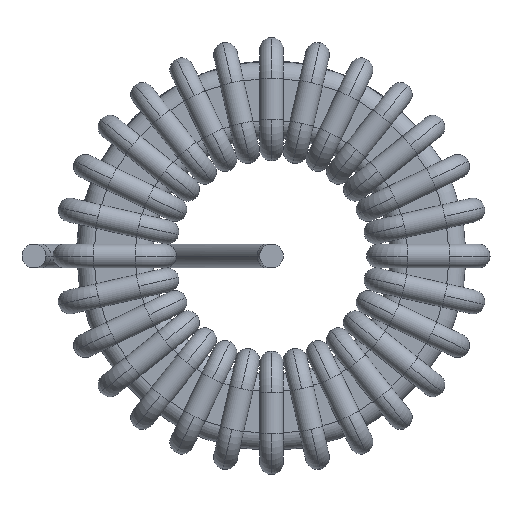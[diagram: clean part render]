
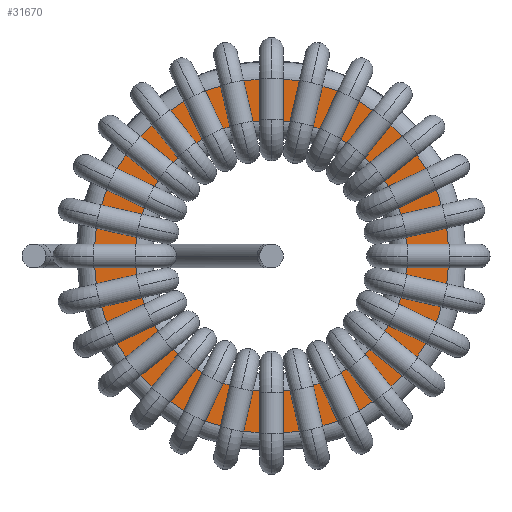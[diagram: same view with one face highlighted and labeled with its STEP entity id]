
A CAD part, front view. The second image highlights one B-rep face of the part: STEP entity #31670.
In plain terms, the highlighted planar face has unit normal (0, -1, 0).
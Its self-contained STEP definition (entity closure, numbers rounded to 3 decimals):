
#1412 = DIRECTION ( 'NONE',  ( -1., 0., 0. ) ) ;
#1668 = EDGE_CURVE ( 'NONE', #10150, #37158, #30683, .T. ) ;
#1869 = DIRECTION ( 'NONE',  ( 0., 1., 0. ) ) ;
#2424 = DIRECTION ( 'NONE',  ( 0., -1., 0. ) ) ;
#5708 = CIRCLE ( 'NONE', #29472, 8. ) ;
#6561 = DIRECTION ( 'NONE',  ( -1., 0., 0. ) ) ;
#9149 = CARTESIAN_POINT ( 'NONE',  ( 0., -5.6, 8. ) ) ;
#10150 = VERTEX_POINT ( 'NONE', #11788 ) ;
#11788 = CARTESIAN_POINT ( 'NONE',  ( 0., -5.6, -10.45 ) ) ;
#12226 = FACE_BOUND ( 'NONE', #23644, .T. ) ;
#12299 = ORIENTED_EDGE ( 'NONE', *, *, #1668, .F. ) ;
#12934 = DIRECTION ( 'NONE',  ( 0., 1., 0. ) ) ;
#13855 = EDGE_CURVE ( 'NONE', #35304, #23321, #34593, .T. ) ;
#14209 = DIRECTION ( 'NONE',  ( 0., 1., 0. ) ) ;
#15642 = CIRCLE ( 'NONE', #17007, 10.45 ) ;
#15756 = ORIENTED_EDGE ( 'NONE', *, *, #13855, .T. ) ;
#16039 = CARTESIAN_POINT ( 'NONE',  ( -10.45, -5.6, 0. ) ) ;
#17007 = AXIS2_PLACEMENT_3D ( 'NONE', #25880, #12934, #6561 ) ;
#18028 = CARTESIAN_POINT ( 'NONE',  ( 0., -5.6, 0. ) ) ;
#18246 = CARTESIAN_POINT ( 'NONE',  ( 0., -5.6, 0. ) ) ;
#18822 = ORIENTED_EDGE ( 'NONE', *, *, #24373, .F. ) ;
#19677 = ORIENTED_EDGE ( 'NONE', *, *, #39980, .T. ) ;
#23321 = VERTEX_POINT ( 'NONE', #36001 ) ;
#23644 = EDGE_LOOP ( 'NONE', ( #15756, #19677 ) ) ;
#24373 = EDGE_CURVE ( 'NONE', #37158, #10150, #15642, .T. ) ;
#25134 = FACE_OUTER_BOUND ( 'NONE', #26154, .T. ) ;
#25589 = PLANE ( 'NONE',  #37602 ) ;
#25880 = CARTESIAN_POINT ( 'NONE',  ( 0., -5.6, 0. ) ) ;
#25908 = DIRECTION ( 'NONE',  ( 0., 1., 0. ) ) ;
#26154 = EDGE_LOOP ( 'NONE', ( #18822, #12299 ) ) ;
#28476 = AXIS2_PLACEMENT_3D ( 'NONE', #18246, #1869, #38280 ) ;
#28686 = DIRECTION ( 'NONE',  ( -1., 0., 0. ) ) ;
#29472 = AXIS2_PLACEMENT_3D ( 'NONE', #32722, #25908, #28686 ) ;
#30683 = CIRCLE ( 'NONE', #40204, 10.45 ) ;
#31670 = ADVANCED_FACE ( 'NONE', ( #12226, #25134 ), #25589, .T. ) ;
#32722 = CARTESIAN_POINT ( 'NONE',  ( 0., -5.6, 0. ) ) ;
#34593 = CIRCLE ( 'NONE', #28476, 8. ) ;
#35204 = DIRECTION ( 'NONE',  ( 0., 0., -1. ) ) ;
#35304 = VERTEX_POINT ( 'NONE', #9149 ) ;
#36001 = CARTESIAN_POINT ( 'NONE',  ( 0., -5.6, -8. ) ) ;
#37158 = VERTEX_POINT ( 'NONE', #41494 ) ;
#37602 = AXIS2_PLACEMENT_3D ( 'NONE', #16039, #2424, #35204 ) ;
#38280 = DIRECTION ( 'NONE',  ( -1., 0., 0. ) ) ;
#39980 = EDGE_CURVE ( 'NONE', #23321, #35304, #5708, .T. ) ;
#40204 = AXIS2_PLACEMENT_3D ( 'NONE', #18028, #14209, #1412 ) ;
#41494 = CARTESIAN_POINT ( 'NONE',  ( 0., -5.6, 10.45 ) ) ;
